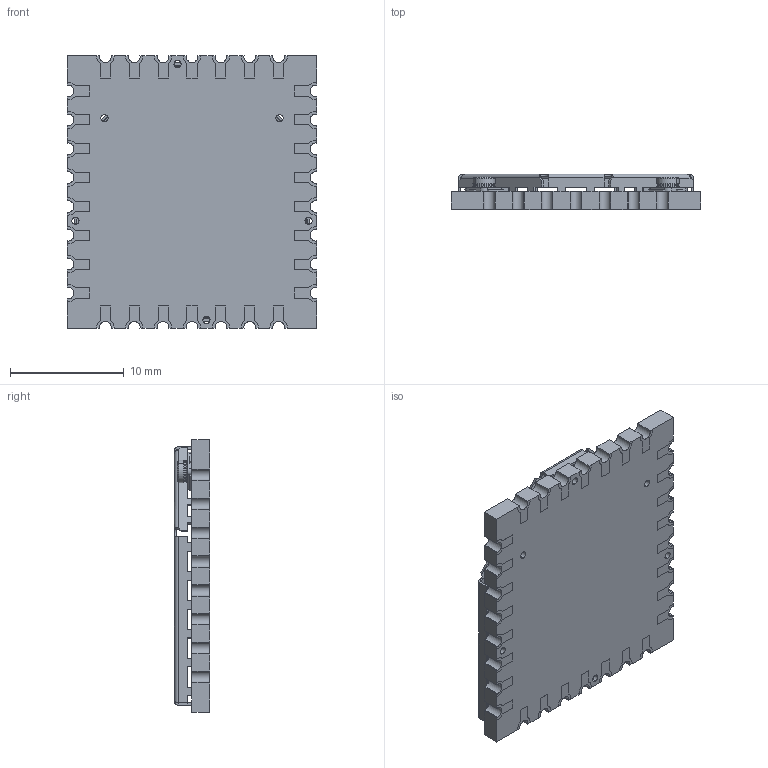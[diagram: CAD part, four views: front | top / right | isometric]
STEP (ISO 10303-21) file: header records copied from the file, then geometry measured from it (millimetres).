
FILE_DESCRIPTION (( 'STEP AP214' ), '1' );
FILE_NAME ('vn300_smd.STEP', '2016-02-01T18:05:53', ( 'davis' ), ( '' ), 'SwSTEP 2.0', 'SolidWorks 2014', '' );
FILE_SCHEMA (( 'AUTOMOTIVE_DESIGN' ));
Length unit declared in the file: inch
Products named in the file (4): UFL_Receptacle; vn300_shield; vn300_pcb; vn300_smd
Assembly tree (4 placements, depth 2):
  vn300_smd
    vn300_pcb
    vn300_shield
    UFL_Receptacle  x2
Bounding box: 22 x 3.1 x 24 mm (x, y, z)
Volume: 910 mm3; surface area: 2289.1 mm2
Topology: 4 solids, 4 shells, 986 faces, 2781 edges, 1834 vertices
Faces by surface type: plane 592, cylinder 308, bspline 72, cone 12, sphere 2
Entity records: 36251 total; most frequent: CARTESIAN_POINT 7431, ORIENTED_EDGE 5330, DIRECTION 4851, EDGE_CURVE 2665, LINE 1943, VECTOR 1943, VERTEX_POINT 1760, AXIS2_PLACEMENT_3D 1454
